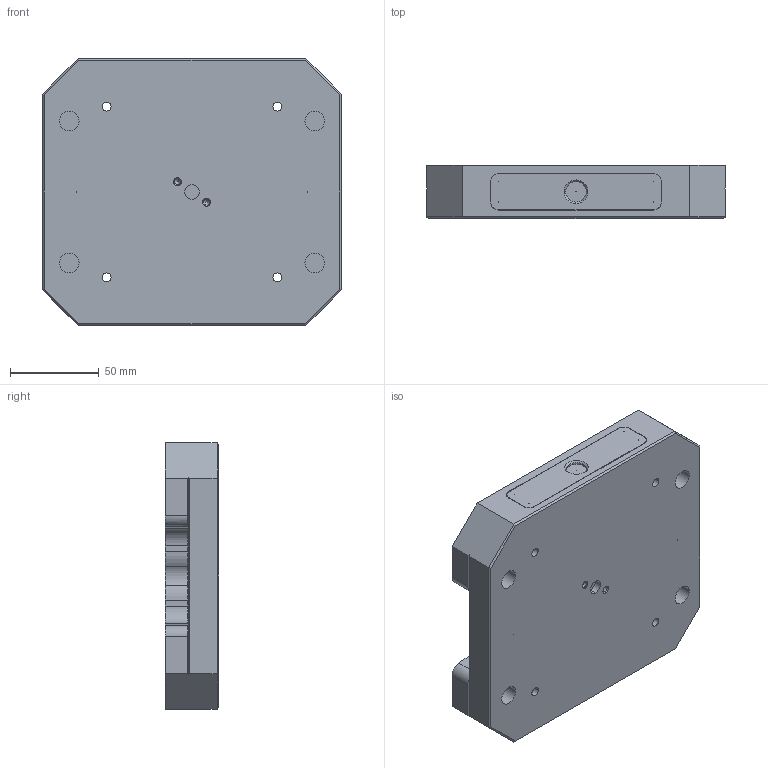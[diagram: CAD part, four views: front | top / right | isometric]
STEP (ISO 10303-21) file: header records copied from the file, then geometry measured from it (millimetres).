
FILE_DESCRIPTION((''),'2;1');
FILE_NAME('SC96-S200','2024-03-29T',('Administrator'),(''),'PRO/ENGINEER BY PARAMETRIC TECHNOLOGY CORPORATION, 2009360','PRO/ENGINEER BY PARAMETRIC TECHNOLOGY CORPORATION, 2009360','');
FILE_SCHEMA(('CONFIG_CONTROL_DESIGN'));
Length unit declared in the file: millimetre
Products named in the file (1): SC96-S200
Bounding box: 168 x 30 x 150 mm (x, y, z)
Volume: 646101.9 mm3; surface area: 88136.6 mm2
Topology: 1 solids, 11 shells, 396 faces, 1090 edges, 755 vertices
Faces by surface type: cylinder 168, plane 124, cone 62, torus 42
Entity records: 13334 total; most frequent: CARTESIAN_POINT 2541, DIRECTION 2444, ORIENTED_EDGE 2180, EDGE_CURVE 1090, AXIS2_PLACEMENT_3D 1022, VERTEX_POINT 755, CIRCLE 626, EDGE_LOOP 477
